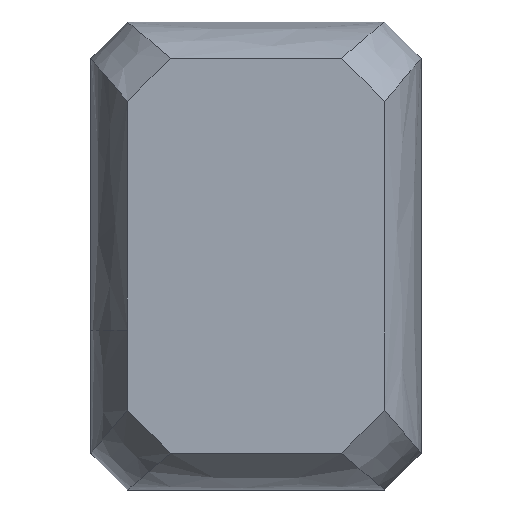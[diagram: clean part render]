
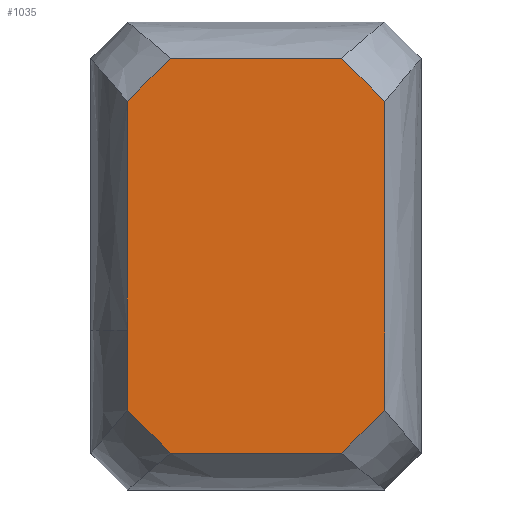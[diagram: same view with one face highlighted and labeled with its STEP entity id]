
A CAD part, top view. The second image highlights one B-rep face of the part: STEP entity #1035.
In plain terms, the highlighted planar face has unit normal (0, 0, 1).
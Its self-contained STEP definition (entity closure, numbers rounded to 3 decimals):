
#41=PLANE('',#1109);
#87=FACE_OUTER_BOUND('',#147,.T.);
#147=EDGE_LOOP('',(#723,#724,#725,#726,#727,#728,#729,#730,#731));
#447=B_SPLINE_CURVE_WITH_KNOTS('',3,(#1451,#1452,#1453,#1454,#1455,#1456,
#1457,#1458,#1459),.UNSPECIFIED.,.F.,.F.,(4,3,2,4),(-1.167,0.,
0.388,0.537),.UNSPECIFIED.);
#450=B_SPLINE_CURVE_WITH_KNOTS('',3,(#1480,#1481,#1482,#1483,#1484,#1485),
 .UNSPECIFIED.,.F.,.F.,(4,2,4),(0.,0.167,0.335),
 .UNSPECIFIED.);
#451=B_SPLINE_CURVE_WITH_KNOTS('',3,(#1487,#1488,#1489,#1490,#1491,#1492),
 .UNSPECIFIED.,.F.,.F.,(4,2,4),(-1.502,-1.031,-0.559),
 .UNSPECIFIED.);
#452=B_SPLINE_CURVE_WITH_KNOTS('',3,(#1494,#1495,#1496,#1497,#1498,#1499),
 .UNSPECIFIED.,.F.,.F.,(4,2,4),(0.,0.167,0.335),
 .UNSPECIFIED.);
#453=B_SPLINE_CURVE_WITH_KNOTS('',3,(#1501,#1502,#1503,#1504,#1505,#1506,
#1507,#1508,#1509),.UNSPECIFIED.,.F.,.F.,(4,3,2,4),(-0.725,
0.,0.388,0.537),.UNSPECIFIED.);
#454=B_SPLINE_CURVE_WITH_KNOTS('',3,(#1511,#1512,#1513,#1514,#1515,#1516),
 .UNSPECIFIED.,.F.,.F.,(4,2,4),(-0.681,-0.388,-0.239),
 .UNSPECIFIED.);
#455=B_SPLINE_CURVE_WITH_KNOTS('',3,(#1518,#1519,#1520,#1521,#1522,#1523),
 .UNSPECIFIED.,.F.,.F.,(4,2,4),(0.,0.167,0.335),
 .UNSPECIFIED.);
#456=B_SPLINE_CURVE_WITH_KNOTS('',3,(#1525,#1526,#1527,#1528,#1529,#1530),
 .UNSPECIFIED.,.F.,.F.,(4,2,4),(-1.502,-1.031,-0.559),
 .UNSPECIFIED.);
#457=B_SPLINE_CURVE_WITH_KNOTS('',3,(#1531,#1532,#1533,#1534,#1535,#1536),
 .UNSPECIFIED.,.F.,.F.,(4,2,4),(0.,0.167,0.335),
 .UNSPECIFIED.);
#468=VERTEX_POINT('',#1449);
#469=VERTEX_POINT('',#1450);
#472=VERTEX_POINT('',#1479);
#473=VERTEX_POINT('',#1486);
#474=VERTEX_POINT('',#1493);
#475=VERTEX_POINT('',#1500);
#476=VERTEX_POINT('',#1510);
#477=VERTEX_POINT('',#1517);
#478=VERTEX_POINT('',#1524);
#566=EDGE_CURVE('',#468,#469,#447,.F.);
#570=EDGE_CURVE('',#472,#469,#450,.T.);
#571=EDGE_CURVE('',#472,#473,#451,.T.);
#572=EDGE_CURVE('',#474,#473,#452,.T.);
#573=EDGE_CURVE('',#474,#475,#453,.F.);
#574=EDGE_CURVE('',#475,#476,#454,.T.);
#575=EDGE_CURVE('',#477,#476,#455,.T.);
#576=EDGE_CURVE('',#477,#478,#456,.T.);
#577=EDGE_CURVE('',#468,#478,#457,.T.);
#723=ORIENTED_EDGE('',*,*,#566,.T.);
#724=ORIENTED_EDGE('',*,*,#570,.F.);
#725=ORIENTED_EDGE('',*,*,#571,.T.);
#726=ORIENTED_EDGE('',*,*,#572,.F.);
#727=ORIENTED_EDGE('',*,*,#573,.T.);
#728=ORIENTED_EDGE('',*,*,#574,.T.);
#729=ORIENTED_EDGE('',*,*,#575,.F.);
#730=ORIENTED_EDGE('',*,*,#576,.T.);
#731=ORIENTED_EDGE('',*,*,#577,.F.);
#1035=ADVANCED_FACE('',(#87),#41,.T.);
#1109=AXIS2_PLACEMENT_3D('',#1478,#1179,#1180);
#1179=DIRECTION('center_axis',(0.,0.,
1.));
#1180=DIRECTION('ref_axis',(1.,0.,0.));
#1449=CARTESIAN_POINT('',(-47.913,-22.735,9.042));
#1450=CARTESIAN_POINT('',(-47.913,-5.699,9.042));
#1451=CARTESIAN_POINT('Ctrl Pts',(-47.913,-5.699,9.042));
#1452=CARTESIAN_POINT('Ctrl Pts',(-47.913,-9.588,9.042));
#1453=CARTESIAN_POINT('Ctrl Pts',(-47.913,-13.478,9.042));
#1454=CARTESIAN_POINT('Ctrl Pts',(-47.913,-17.367,9.042));
#1455=CARTESIAN_POINT('Ctrl Pts',(-47.913,-18.66,9.042));
#1456=CARTESIAN_POINT('Ctrl Pts',(-47.913,-19.954,9.042));
#1457=CARTESIAN_POINT('Ctrl Pts',(-47.913,-21.743,9.042));
#1458=CARTESIAN_POINT('Ctrl Pts',(-47.913,-22.239,9.042));
#1459=CARTESIAN_POINT('Ctrl Pts',(-47.913,-22.735,9.042));
#1478=CARTESIAN_POINT('Origin',(-55.,-14.217,9.042));
#1479=CARTESIAN_POINT('',(-50.282,-3.33,9.042));
#1480=CARTESIAN_POINT('Ctrl Pts',(-50.282,-3.33,9.042));
#1481=CARTESIAN_POINT('Ctrl Pts',(-49.887,-3.725,9.042));
#1482=CARTESIAN_POINT('Ctrl Pts',(-49.492,-4.12,9.042));
#1483=CARTESIAN_POINT('Ctrl Pts',(-48.703,-4.909,9.042));
#1484=CARTESIAN_POINT('Ctrl Pts',(-48.308,-5.304,9.042));
#1485=CARTESIAN_POINT('Ctrl Pts',(-47.913,-5.699,9.042));
#1486=CARTESIAN_POINT('',(-59.718,-3.33,9.042));
#1487=CARTESIAN_POINT('Ctrl Pts',(-50.282,-3.33,9.042));
#1488=CARTESIAN_POINT('Ctrl Pts',(-51.855,-3.33,9.042));
#1489=CARTESIAN_POINT('Ctrl Pts',(-53.427,-3.33,9.042));
#1490=CARTESIAN_POINT('Ctrl Pts',(-56.573,-3.33,9.042));
#1491=CARTESIAN_POINT('Ctrl Pts',(-58.145,-3.33,9.042));
#1492=CARTESIAN_POINT('Ctrl Pts',(-59.718,-3.33,9.042));
#1493=CARTESIAN_POINT('',(-62.087,-5.699,9.042));
#1494=CARTESIAN_POINT('Ctrl Pts',(-62.087,-5.699,9.042));
#1495=CARTESIAN_POINT('Ctrl Pts',(-61.692,-5.304,9.042));
#1496=CARTESIAN_POINT('Ctrl Pts',(-61.297,-4.909,9.042));
#1497=CARTESIAN_POINT('Ctrl Pts',(-60.508,-4.12,9.042));
#1498=CARTESIAN_POINT('Ctrl Pts',(-60.113,-3.725,9.042));
#1499=CARTESIAN_POINT('Ctrl Pts',(-59.718,-3.33,9.042));
#1500=CARTESIAN_POINT('',(-62.087,-18.317,9.042));
#1501=CARTESIAN_POINT('Ctrl Pts',(-62.087,-18.317,9.042));
#1502=CARTESIAN_POINT('Ctrl Pts',(-62.087,-15.9,9.042));
#1503=CARTESIAN_POINT('Ctrl Pts',(-62.087,-13.484,9.042));
#1504=CARTESIAN_POINT('Ctrl Pts',(-62.087,-11.067,9.042));
#1505=CARTESIAN_POINT('Ctrl Pts',(-62.087,-9.774,9.042));
#1506=CARTESIAN_POINT('Ctrl Pts',(-62.087,-8.48,9.042));
#1507=CARTESIAN_POINT('Ctrl Pts',(-62.087,-6.691,9.042));
#1508=CARTESIAN_POINT('Ctrl Pts',(-62.087,-6.195,9.042));
#1509=CARTESIAN_POINT('Ctrl Pts',(-62.087,-5.699,9.042));
#1510=CARTESIAN_POINT('',(-62.087,-22.735,9.042));
#1511=CARTESIAN_POINT('Ctrl Pts',(-62.087,-18.317,9.042));
#1512=CARTESIAN_POINT('Ctrl Pts',(-62.087,-19.294,9.042));
#1513=CARTESIAN_POINT('Ctrl Pts',(-62.087,-20.27,9.042));
#1514=CARTESIAN_POINT('Ctrl Pts',(-62.087,-21.743,9.042));
#1515=CARTESIAN_POINT('Ctrl Pts',(-62.087,-22.239,9.042));
#1516=CARTESIAN_POINT('Ctrl Pts',(-62.087,-22.735,9.042));
#1517=CARTESIAN_POINT('',(-59.718,-25.104,9.042));
#1518=CARTESIAN_POINT('Ctrl Pts',(-59.718,-25.104,9.042));
#1519=CARTESIAN_POINT('Ctrl Pts',(-60.113,-24.709,9.042));
#1520=CARTESIAN_POINT('Ctrl Pts',(-60.508,-24.314,9.042));
#1521=CARTESIAN_POINT('Ctrl Pts',(-61.297,-23.525,9.042));
#1522=CARTESIAN_POINT('Ctrl Pts',(-61.692,-23.13,9.042));
#1523=CARTESIAN_POINT('Ctrl Pts',(-62.087,-22.735,9.042));
#1524=CARTESIAN_POINT('',(-50.282,-25.104,9.042));
#1525=CARTESIAN_POINT('Ctrl Pts',(-59.718,-25.104,9.042));
#1526=CARTESIAN_POINT('Ctrl Pts',(-58.145,-25.104,9.042));
#1527=CARTESIAN_POINT('Ctrl Pts',(-56.573,-25.104,9.042));
#1528=CARTESIAN_POINT('Ctrl Pts',(-53.427,-25.104,9.042));
#1529=CARTESIAN_POINT('Ctrl Pts',(-51.855,-25.104,9.042));
#1530=CARTESIAN_POINT('Ctrl Pts',(-50.282,-25.104,9.042));
#1531=CARTESIAN_POINT('Ctrl Pts',(-47.913,-22.735,9.042));
#1532=CARTESIAN_POINT('Ctrl Pts',(-48.308,-23.13,9.042));
#1533=CARTESIAN_POINT('Ctrl Pts',(-48.703,-23.525,9.042));
#1534=CARTESIAN_POINT('Ctrl Pts',(-49.492,-24.314,9.042));
#1535=CARTESIAN_POINT('Ctrl Pts',(-49.887,-24.709,9.042));
#1536=CARTESIAN_POINT('Ctrl Pts',(-50.282,-25.104,9.042));
